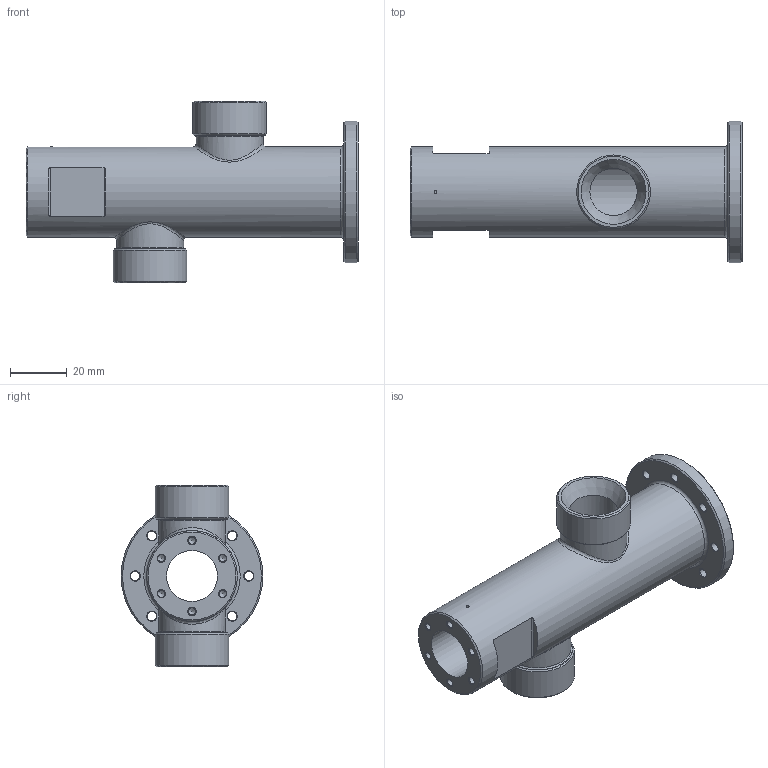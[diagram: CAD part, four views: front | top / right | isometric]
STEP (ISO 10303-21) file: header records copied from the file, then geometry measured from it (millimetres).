
FILE_DESCRIPTION(/* description */ (''),/* implementation_level */ '2;1');
FILE_NAME(/* name */ 'TWR.2A.4.02.01.001_main_valve_body.stp',/* time_stamp */ '2023-04-17T03:23:56+02:00',/* author */ (''),/* organization */ (''),/* preprocessor_version */ 'ST-DEVELOPER v18.101',/* originating_system */ 'SIEMENS PLM Software NX 2011',/* authorisation */ '');
FILE_SCHEMA (('AUTOMOTIVE_DESIGN { 1 0 10303 214 3 1 1 1 }'));
Length unit declared in the file: millimetre
Products named in the file (1): main_valve_body
Bounding box: 117 x 50 x 64 mm (x, y, z)
Volume: 62141.5 mm3; surface area: 28059.4 mm2
Topology: 1 solids, 1 shells, 91 faces, 216 edges, 129 vertices
Faces by surface type: cone 41, cylinder 32, plane 13, torus 3, bspline 2
Full cylindrical faces by diameter (mm): 1 x1, 2.5 x6, 3.2 x8, 16.7 x2, 18 x1, 18.6 x1, 23.6 x2, 24 x2, 24.6 x1, 26 x2, 32 x1, 50 x1
Entity records: 2704 total; most frequent: CARTESIAN_POINT 960, DIRECTION 368, ORIENTED_EDGE 234, EDGE_LOOP 193, FACE_BOUND 188, AXIS2_PLACEMENT_3D 178, EDGE_CURVE 117, VERTEX_POINT 112
